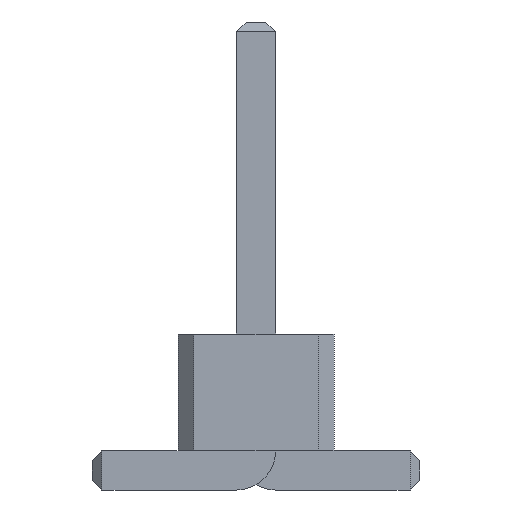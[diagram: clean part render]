
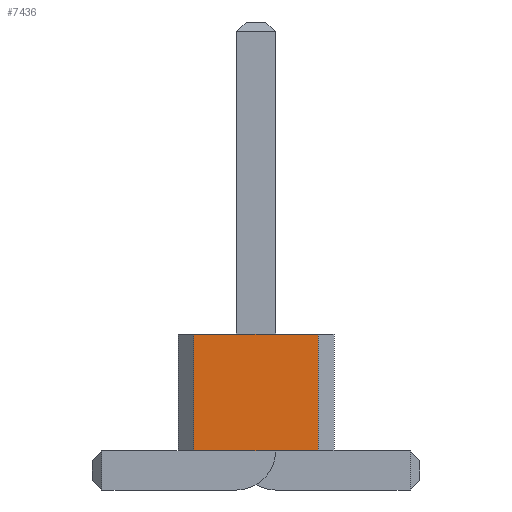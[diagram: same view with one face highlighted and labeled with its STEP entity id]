
A CAD part, front view. The second image highlights one B-rep face of the part: STEP entity #7436.
In plain terms, the highlighted planar face has unit normal (0, -1, 0).
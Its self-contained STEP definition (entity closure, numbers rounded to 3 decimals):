
#1366 = VERTEX_POINT('',#1367);
#1367 = CARTESIAN_POINT('',(0.8,-26.,0.5));
#1373 = EDGE_CURVE('',#1374,#1366,#1376,.T.);
#1374 = VERTEX_POINT('',#1375);
#1375 = CARTESIAN_POINT('',(-0.8,-26.,0.5));
#1376 = LINE('',#1377,#1378);
#1377 = CARTESIAN_POINT('',(-0.8,-26.,0.5));
#1378 = VECTOR('',#1379,1.);
#1379 = DIRECTION('',(1.,0.,0.));
#3239 = VERTEX_POINT('',#3240);
#3240 = CARTESIAN_POINT('',(0.8,-26.,2.));
#3246 = EDGE_CURVE('',#3247,#3239,#3249,.T.);
#3247 = VERTEX_POINT('',#3248);
#3248 = CARTESIAN_POINT('',(-0.8,-26.,2.));
#3249 = LINE('',#3250,#3251);
#3250 = CARTESIAN_POINT('',(-0.8,-26.,2.));
#3251 = VECTOR('',#3252,1.);
#3252 = DIRECTION('',(1.,0.,0.));
#7425 = EDGE_CURVE('',#1374,#3247,#7426,.T.);
#7426 = LINE('',#7427,#7428);
#7427 = CARTESIAN_POINT('',(-0.8,-26.,0.5));
#7428 = VECTOR('',#7429,1.);
#7429 = DIRECTION('',(0.,0.,1.));
#7436 = ADVANCED_FACE('',(#7437),#7448,.F.);
#7437 = FACE_BOUND('',#7438,.F.);
#7438 = EDGE_LOOP('',(#7439,#7440,#7441,#7447));
#7439 = ORIENTED_EDGE('',*,*,#7425,.T.);
#7440 = ORIENTED_EDGE('',*,*,#3246,.T.);
#7441 = ORIENTED_EDGE('',*,*,#7442,.F.);
#7442 = EDGE_CURVE('',#1366,#3239,#7443,.T.);
#7443 = LINE('',#7444,#7445);
#7444 = CARTESIAN_POINT('',(0.8,-26.,0.5));
#7445 = VECTOR('',#7446,1.);
#7446 = DIRECTION('',(0.,0.,1.));
#7447 = ORIENTED_EDGE('',*,*,#1373,.F.);
#7448 = PLANE('',#7449);
#7449 = AXIS2_PLACEMENT_3D('',#7450,#7451,#7452);
#7450 = CARTESIAN_POINT('',(-0.8,-26.,0.5));
#7451 = DIRECTION('',(0.,1.,0.));
#7452 = DIRECTION('',(1.,0.,0.));
